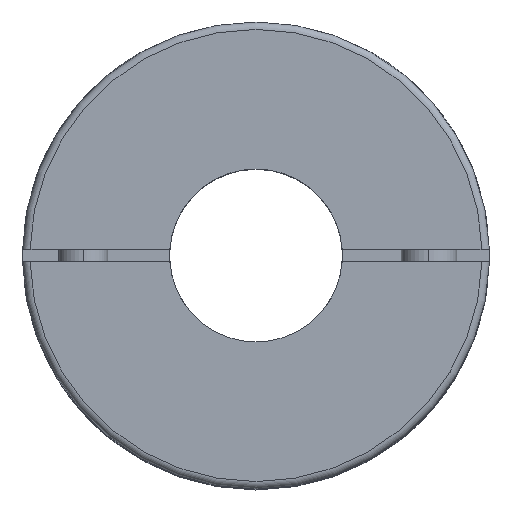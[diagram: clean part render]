
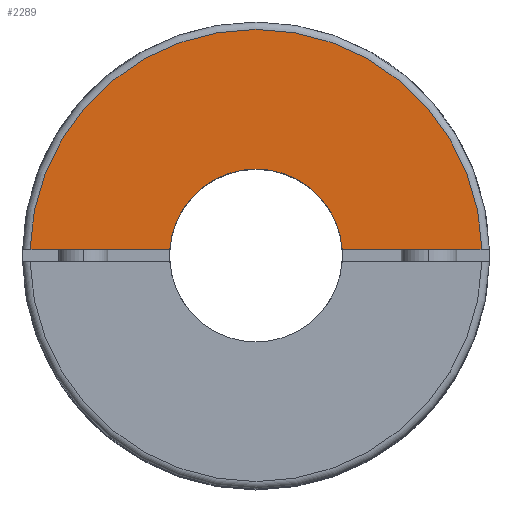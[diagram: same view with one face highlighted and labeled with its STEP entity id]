
A CAD part, top view. The second image highlights one B-rep face of the part: STEP entity #2289.
In plain terms, the highlighted planar face has unit normal (0, 0, 1).
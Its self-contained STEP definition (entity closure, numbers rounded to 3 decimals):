
#225 = DIRECTION ( 'NONE',  ( 0., 0., -1. ) ) ;
#261 = LINE ( 'NONE', #2326, #336 ) ;
#313 = CIRCLE ( 'NONE', #942, 7. ) ;
#336 = VECTOR ( 'NONE', #5327, 1000. ) ;
#347 = EDGE_CURVE ( 'NONE', #1738, #3498, #313, .T. ) ;
#389 = ORIENTED_EDGE ( 'NONE', *, *, #5251, .F. ) ;
#397 = DIRECTION ( 'NONE',  ( 1., 0., 0. ) ) ;
#406 = VERTEX_POINT ( 'NONE', #1295 ) ;
#532 = CARTESIAN_POINT ( 'NONE',  ( -6.982, 0.5, 0. ) ) ;
#578 = VERTEX_POINT ( 'NONE', #2016 ) ;
#735 = AXIS2_PLACEMENT_3D ( 'NONE', #5493, #2915, #397 ) ;
#813 = DIRECTION ( 'NONE',  ( 0., 0., -1. ) ) ;
#942 = AXIS2_PLACEMENT_3D ( 'NONE', #4592, #813, #5463 ) ;
#968 = ORIENTED_EDGE ( 'NONE', *, *, #1333, .F. ) ;
#1106 = EDGE_CURVE ( 'NONE', #578, #3498, #3928, .T. ) ;
#1111 = VECTOR ( 'NONE', #3036, 1000. ) ;
#1268 = FACE_OUTER_BOUND ( 'NONE', #2505, .T. ) ;
#1295 = CARTESIAN_POINT ( 'NONE',  ( -18.293, 0.5, 0. ) ) ;
#1333 = EDGE_CURVE ( 'NONE', #1738, #406, #261, .T. ) ;
#1738 = VERTEX_POINT ( 'NONE', #532 ) ;
#1824 = CARTESIAN_POINT ( 'NONE',  ( 18.9, 0.5, 0. ) ) ;
#2016 = CARTESIAN_POINT ( 'NONE',  ( 18.293, 0.5, 0. ) ) ;
#2032 = ORIENTED_EDGE ( 'NONE', *, *, #1106, .F. ) ;
#2289 = ADVANCED_FACE ( 'NONE', ( #1268 ), #4677, .T. ) ;
#2326 = CARTESIAN_POINT ( 'NONE',  ( 18.9, 0.5, 0. ) ) ;
#2505 = EDGE_LOOP ( 'NONE', ( #2032, #389, #968, #3988 ) ) ;
#2507 = CIRCLE ( 'NONE', #5379, 18.3 ) ;
#2825 = CARTESIAN_POINT ( 'NONE',  ( 6.982, 0.5, 0. ) ) ;
#2915 = DIRECTION ( 'NONE',  ( 0., 0., 1. ) ) ;
#3036 = DIRECTION ( 'NONE',  ( -1., 0., 0. ) ) ;
#3498 = VERTEX_POINT ( 'NONE', #2825 ) ;
#3647 = DIRECTION ( 'NONE',  ( -1., 0., 0. ) ) ;
#3928 = LINE ( 'NONE', #1824, #1111 ) ;
#3988 = ORIENTED_EDGE ( 'NONE', *, *, #347, .T. ) ;
#4061 = CARTESIAN_POINT ( 'NONE',  ( 0., 0., 0. ) ) ;
#4592 = CARTESIAN_POINT ( 'NONE',  ( 0., 0., 0. ) ) ;
#4677 = PLANE ( 'NONE',  #735 ) ;
#5251 = EDGE_CURVE ( 'NONE', #406, #578, #2507, .T. ) ;
#5327 = DIRECTION ( 'NONE',  ( -1., 0., 0. ) ) ;
#5379 = AXIS2_PLACEMENT_3D ( 'NONE', #4061, #225, #3647 ) ;
#5463 = DIRECTION ( 'NONE',  ( -1., 0., 0. ) ) ;
#5493 = CARTESIAN_POINT ( 'NONE',  ( 0., 18.3, 0. ) ) ;
